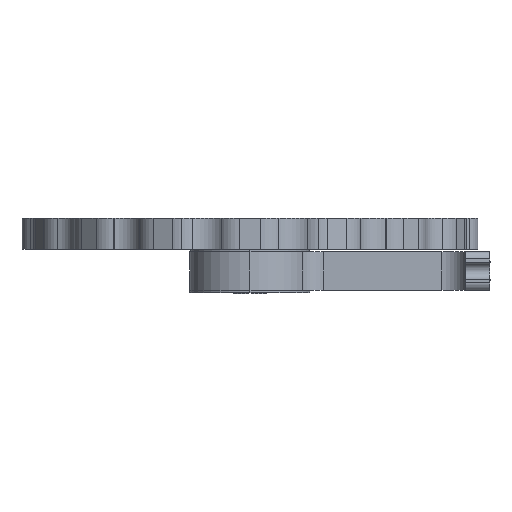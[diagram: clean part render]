
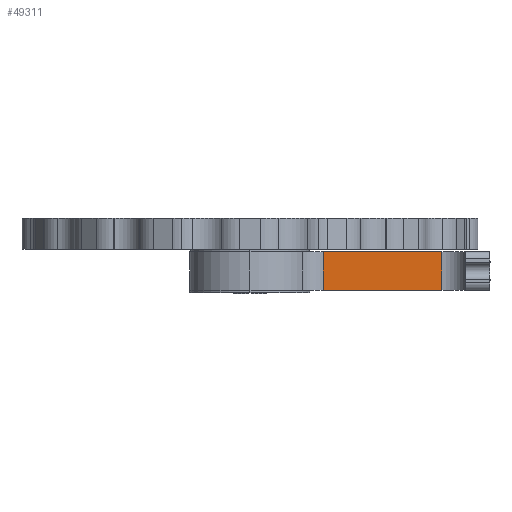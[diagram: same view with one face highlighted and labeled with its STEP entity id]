
A CAD part, left-side view. The second image highlights one B-rep face of the part: STEP entity #49311.
In plain terms, the highlighted planar face has unit normal (-1, 0, 0).
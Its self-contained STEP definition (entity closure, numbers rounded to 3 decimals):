
#2668 = DIRECTION ( 'NONE',  ( 0., 0., 1. ) ) ;
#5802 = PLANE ( 'NONE',  #40474 ) ;
#8393 = EDGE_CURVE ( 'NONE', #14628, #12984, #15032, .T. ) ;
#8886 = ORIENTED_EDGE ( 'NONE', *, *, #19205, .F. ) ;
#8911 = LINE ( 'NONE', #17798, #17169 ) ;
#10779 = CARTESIAN_POINT ( 'NONE',  ( -7., -80., 0. ) ) ;
#12984 = VERTEX_POINT ( 'NONE', #10779 ) ;
#14628 = VERTEX_POINT ( 'NONE', #42586 ) ;
#15032 = LINE ( 'NONE', #39774, #20708 ) ;
#17053 = FACE_OUTER_BOUND ( 'NONE', #34698, .T. ) ;
#17169 = VECTOR ( 'NONE', #17629, 1000. ) ;
#17320 = DIRECTION ( 'NONE',  ( 0., 0., 1. ) ) ;
#17629 = DIRECTION ( 'NONE',  ( 0., 1., 0. ) ) ;
#17798 = CARTESIAN_POINT ( 'NONE',  ( -7., 0., -16. ) ) ;
#17864 = ORIENTED_EDGE ( 'NONE', *, *, #44611, .F. ) ;
#18400 = CARTESIAN_POINT ( 'NONE',  ( -7., 0., -16. ) ) ;
#19205 = EDGE_CURVE ( 'NONE', #33457, #41333, #50856, .T. ) ;
#20708 = VECTOR ( 'NONE', #2668, 1000. ) ;
#21017 = CARTESIAN_POINT ( 'NONE',  ( -7., -30.594, -16. ) ) ;
#22604 = DIRECTION ( 'NONE',  ( 0., 1., 0. ) ) ;
#26282 = CARTESIAN_POINT ( 'NONE',  ( -7., -30.594, -16. ) ) ;
#29297 = CARTESIAN_POINT ( 'NONE',  ( -7., 0., 0. ) ) ;
#29804 = LINE ( 'NONE', #29297, #31626 ) ;
#30754 = DIRECTION ( 'NONE',  ( 1., 0., 0. ) ) ;
#31626 = VECTOR ( 'NONE', #45531, 1000. ) ;
#33457 = VERTEX_POINT ( 'NONE', #26282 ) ;
#34698 = EDGE_LOOP ( 'NONE', ( #46584, #8886, #17864, #43829 ) ) ;
#39376 = EDGE_CURVE ( 'NONE', #12984, #41333, #29804, .T. ) ;
#39774 = CARTESIAN_POINT ( 'NONE',  ( -7., -80., -16. ) ) ;
#40474 = AXIS2_PLACEMENT_3D ( 'NONE', #18400, #30754, #22604 ) ;
#41333 = VERTEX_POINT ( 'NONE', #47155 ) ;
#42586 = CARTESIAN_POINT ( 'NONE',  ( -7., -80., -16. ) ) ;
#43829 = ORIENTED_EDGE ( 'NONE', *, *, #8393, .T. ) ;
#44611 = EDGE_CURVE ( 'NONE', #14628, #33457, #8911, .T. ) ;
#45531 = DIRECTION ( 'NONE',  ( 0., 1., 0. ) ) ;
#46584 = ORIENTED_EDGE ( 'NONE', *, *, #39376, .T. ) ;
#47155 = CARTESIAN_POINT ( 'NONE',  ( -7., -30.594, 0. ) ) ;
#49311 = ADVANCED_FACE ( 'NONE', ( #17053 ), #5802, .F. ) ;
#50784 = VECTOR ( 'NONE', #17320, 1000. ) ;
#50856 = LINE ( 'NONE', #21017, #50784 ) ;
